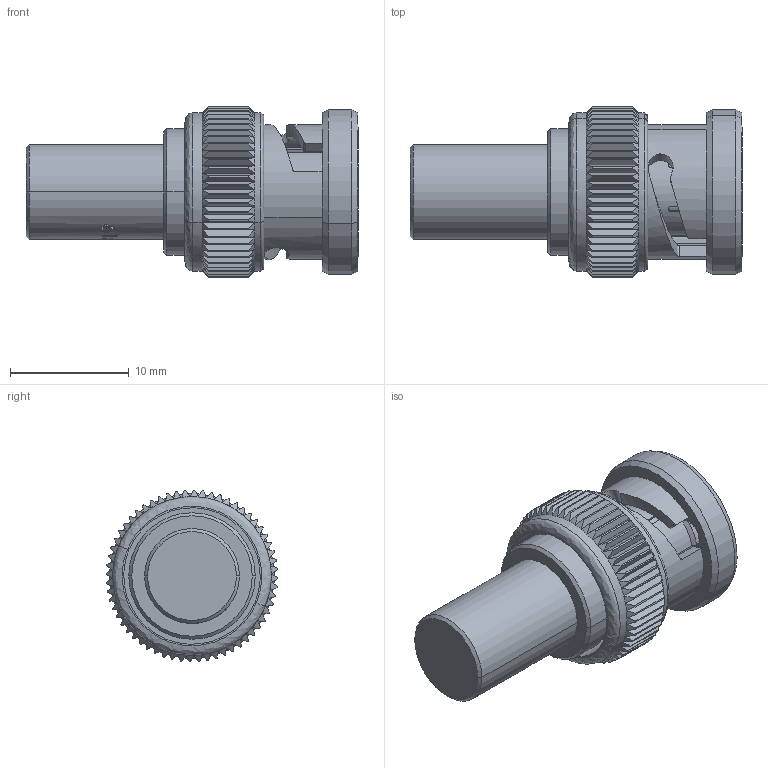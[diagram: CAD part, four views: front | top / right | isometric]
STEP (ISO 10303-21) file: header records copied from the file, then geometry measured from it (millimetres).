
FILE_DESCRIPTION (( 'STEP AP203' ), '1' );
FILE_NAME ('ST6156A.STEP', '2021-04-28T08:36:44', ( '' ), ( '' ), 'SwSTEP 2.0', 'SolidWorks 2020', '' );
FILE_SCHEMA (( 'CONFIG_CONTROL_DESIGN' ));
Length unit declared in the file: inch
Products named in the file (1): ST6156A
Bounding box: 28 x 14.48 x 14.48 mm (x, y, z)
Volume: 2177.9 mm3; surface area: 2562.8 mm2
Topology: 2 solids, 2 shells, 509 faces, 1189 edges, 702 vertices
Faces by surface type: plane 190, cone 151, cylinder 128, bspline 40
Entity records: 17487 total; most frequent: CARTESIAN_POINT 6476, ORIENTED_EDGE 2378, DIRECTION 2136, EDGE_CURVE 1189, AXIS2_PLACEMENT_3D 873, VERTEX_POINT 702, EDGE_LOOP 533, FACE_OUTER_BOUND 509
